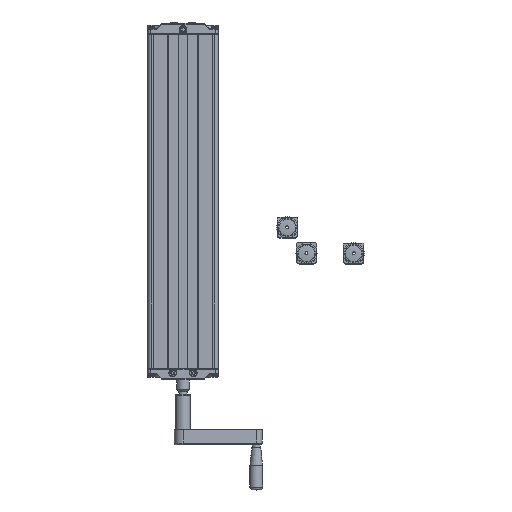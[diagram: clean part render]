
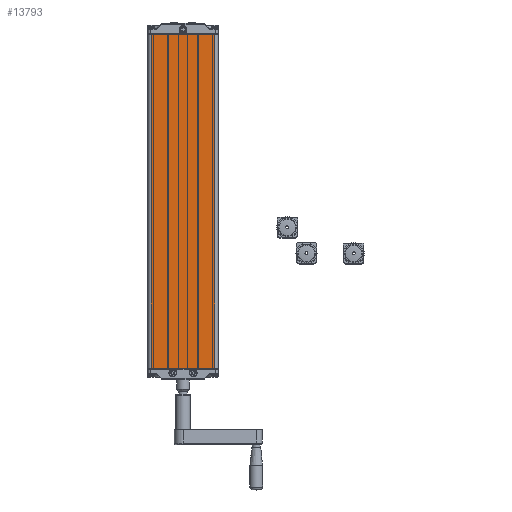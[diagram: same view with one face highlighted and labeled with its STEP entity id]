
A CAD part, top view. The second image highlights one B-rep face of the part: STEP entity #13793.
In plain terms, the highlighted planar face has unit normal (0, 0, 1).
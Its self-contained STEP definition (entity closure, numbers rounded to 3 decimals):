
#2067=FACE_OUTER_BOUND('',#2931,.T.);
#2931=EDGE_LOOP('',(#9253,#9254,#9255,#9256));
#3867=LINE('',#21703,#4849);
#3868=LINE('',#21705,#4850);
#3869=LINE('',#21707,#4851);
#3870=LINE('',#21708,#4852);
#4849=VECTOR('',#16997,569.5);
#4850=VECTOR('',#16998,108.);
#4851=VECTOR('',#16999,569.5);
#4852=VECTOR('',#17000,108.);
#5831=VERTEX_POINT('',#21701);
#5832=VERTEX_POINT('',#21702);
#5833=VERTEX_POINT('',#21704);
#5834=VERTEX_POINT('',#21706);
#7134=EDGE_CURVE('',#5831,#5832,#3867,.F.);
#7135=EDGE_CURVE('',#5832,#5833,#3868,.T.);
#7136=EDGE_CURVE('',#5833,#5834,#3869,.T.);
#7137=EDGE_CURVE('',#5834,#5831,#3870,.F.);
#9253=ORIENTED_EDGE('',*,*,#7134,.T.);
#9254=ORIENTED_EDGE('',*,*,#7135,.T.);
#9255=ORIENTED_EDGE('',*,*,#7136,.T.);
#9256=ORIENTED_EDGE('',*,*,#7137,.T.);
#13491=PLANE('',#15129);
#13793=ADVANCED_FACE('',(#2067),#13491,.T.);
#15129=AXIS2_PLACEMENT_3D('',#21700,#16995,#16996);
#16995=DIRECTION('center_axis',(0.,0.,1.));
#16996=DIRECTION('ref_axis',(1.,0.,0.));
#16997=DIRECTION('',(0.,-1.,0.));
#16998=DIRECTION('',(-1.,0.,0.));
#16999=DIRECTION('',(0.,-1.,0.));
#17000=DIRECTION('',(-1.,0.,0.));
#21700=CARTESIAN_POINT('Origin',(60.,570.5,30.));
#21701=CARTESIAN_POINT('',(54.,0.5,30.));
#21702=CARTESIAN_POINT('',(54.,570.,30.));
#21703=CARTESIAN_POINT('',(54.,570.,30.));
#21704=CARTESIAN_POINT('',(-54.,570.,30.));
#21705=CARTESIAN_POINT('',(54.,570.,30.));
#21706=CARTESIAN_POINT('',(-54.,0.5,30.));
#21707=CARTESIAN_POINT('',(-54.,570.,30.));
#21708=CARTESIAN_POINT('',(54.,0.5,30.));
